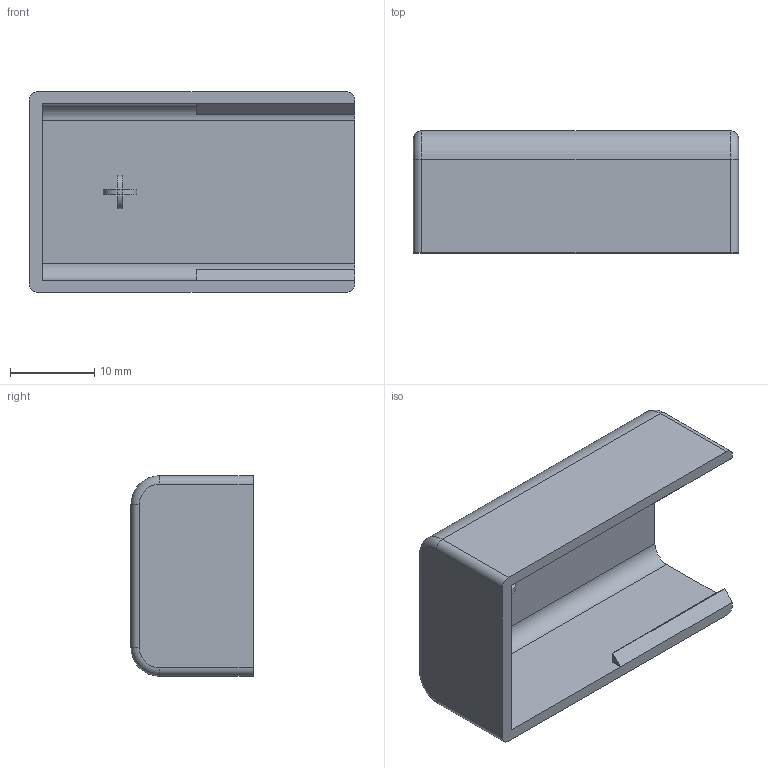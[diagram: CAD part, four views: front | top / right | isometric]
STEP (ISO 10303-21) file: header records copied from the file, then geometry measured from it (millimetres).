
FILE_DESCRIPTION (( 'STEP AP214' ), '1' );
FILE_NAME ('LCSR14x21-END-G_3D.step', '2024-10-28T19:57:49', ( '' ), ( '' ), 'SwSTEP 2.0', 'SolidWorks 2022', '' );
FILE_SCHEMA (( 'AUTOMOTIVE_DESIGN' ));
Length unit declared in the file: inch
Products named in the file (1): LCSR14x21-END-G_3D
Bounding box: 38.6 x 14.5 x 23.8 mm (x, y, z)
Volume: 3096.3 mm3; surface area: 4502.8 mm2
Topology: 1 solids, 1 shells, 49 faces, 124 edges, 78 vertices
Faces by surface type: plane 31, cylinder 14, torus 4
Entity records: 1498 total; most frequent: CARTESIAN_POINT 264, DIRECTION 252, ORIENTED_EDGE 248, EDGE_CURVE 124, LINE 88, VECTOR 88, AXIS2_PLACEMENT_3D 82, VERTEX_POINT 78
